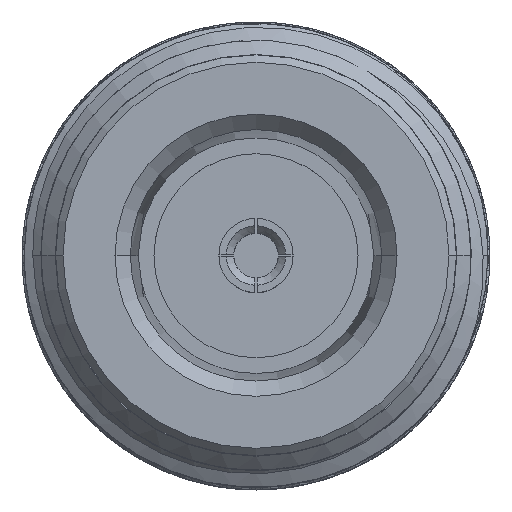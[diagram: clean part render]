
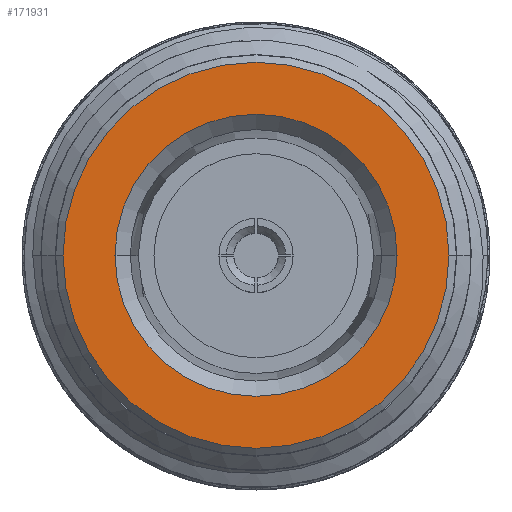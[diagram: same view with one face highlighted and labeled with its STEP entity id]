
A CAD part, top view. The second image highlights one B-rep face of the part: STEP entity #171931.
In plain terms, the highlighted face is planar.
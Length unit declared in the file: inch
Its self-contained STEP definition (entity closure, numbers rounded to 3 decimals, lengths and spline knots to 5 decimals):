
#698 = FACE_BOUND ( 'NONE', #159851, .T. ) ;
#4935 = DIRECTION ( 'NONE',  ( -1., 0., 0. ) ) ;
#12392 = CARTESIAN_POINT ( 'NONE',  ( 0., 0., 0. ) ) ;
#13295 = VERTEX_POINT ( 'NONE', #98908 ) ;
#23220 = ORIENTED_EDGE ( 'NONE', *, *, #39627, .T. ) ;
#24821 = CIRCLE ( 'NONE', #172664, 0.19 ) ;
#37465 = VERTEX_POINT ( 'NONE', #124715 ) ;
#38427 = FACE_OUTER_BOUND ( 'NONE', #182392, .T. ) ;
#38844 = DIRECTION ( 'NONE',  ( 1., 0., 0. ) ) ;
#39627 = EDGE_CURVE ( 'NONE', #13295, #37465, #24821, .T. ) ;
#40929 = DIRECTION ( 'NONE',  ( -1., 0., 0. ) ) ;
#42008 = AXIS2_PLACEMENT_3D ( 'NONE', #148049, #4935, #104517 ) ;
#46748 = EDGE_CURVE ( 'NONE', #37465, #13295, #138491, .T. ) ;
#76320 = EDGE_CURVE ( 'NONE', #125671, #107225, #175675, .T. ) ;
#79979 = DIRECTION ( 'NONE',  ( 1., 0., 0. ) ) ;
#81674 = ORIENTED_EDGE ( 'NONE', *, *, #46748, .T. ) ;
#81912 = DIRECTION ( 'NONE',  ( 0., 0., 1. ) ) ;
#83166 = CARTESIAN_POINT ( 'NONE',  ( 0., 0., 0. ) ) ;
#83457 = CARTESIAN_POINT ( 'NONE',  ( 0., 0., 0.26 ) ) ;
#85358 = CIRCLE ( 'NONE', #161533, 0.26 ) ;
#89799 = ORIENTED_EDGE ( 'NONE', *, *, #171564, .T. ) ;
#94909 = DIRECTION ( 'NONE',  ( 0., 0., 1. ) ) ;
#98908 = CARTESIAN_POINT ( 'NONE',  ( 0., 0., 0.19 ) ) ;
#104517 = DIRECTION ( 'NONE',  ( 0., 0., 1. ) ) ;
#107225 = VERTEX_POINT ( 'NONE', #134810 ) ;
#112346 = AXIS2_PLACEMENT_3D ( 'NONE', #12392, #40929, #154857 ) ;
#124715 = CARTESIAN_POINT ( 'NONE',  ( 0., 0., -0.19 ) ) ;
#125671 = VERTEX_POINT ( 'NONE', #83457 ) ;
#134810 = CARTESIAN_POINT ( 'NONE',  ( 0., 0., -0.26 ) ) ;
#138491 = CIRCLE ( 'NONE', #172959, 0.19 ) ;
#140851 = CARTESIAN_POINT ( 'NONE',  ( 0., 0., 0. ) ) ;
#147419 = PLANE ( 'NONE',  #42008 ) ;
#148049 = CARTESIAN_POINT ( 'NONE',  ( 0., 0., 0. ) ) ;
#153340 = CARTESIAN_POINT ( 'NONE',  ( 0., 0., 0. ) ) ;
#153886 = DIRECTION ( 'NONE',  ( 0., 0., 1. ) ) ;
#154590 = ORIENTED_EDGE ( 'NONE', *, *, #76320, .T. ) ;
#154857 = DIRECTION ( 'NONE',  ( 0., 0., 1. ) ) ;
#159851 = EDGE_LOOP ( 'NONE', ( #23220, #81674 ) ) ;
#161533 = AXIS2_PLACEMENT_3D ( 'NONE', #140851, #170723, #153886 ) ;
#170723 = DIRECTION ( 'NONE',  ( -1., 0., 0. ) ) ;
#171564 = EDGE_CURVE ( 'NONE', #107225, #125671, #85358, .T. ) ;
#171931 = ADVANCED_FACE ( 'NONE', ( #38427, #698 ), #147419, .T. ) ;
#172664 = AXIS2_PLACEMENT_3D ( 'NONE', #83166, #38844, #81912 ) ;
#172959 = AXIS2_PLACEMENT_3D ( 'NONE', #153340, #79979, #94909 ) ;
#175675 = CIRCLE ( 'NONE', #112346, 0.26 ) ;
#182392 = EDGE_LOOP ( 'NONE', ( #89799, #154590 ) ) ;
